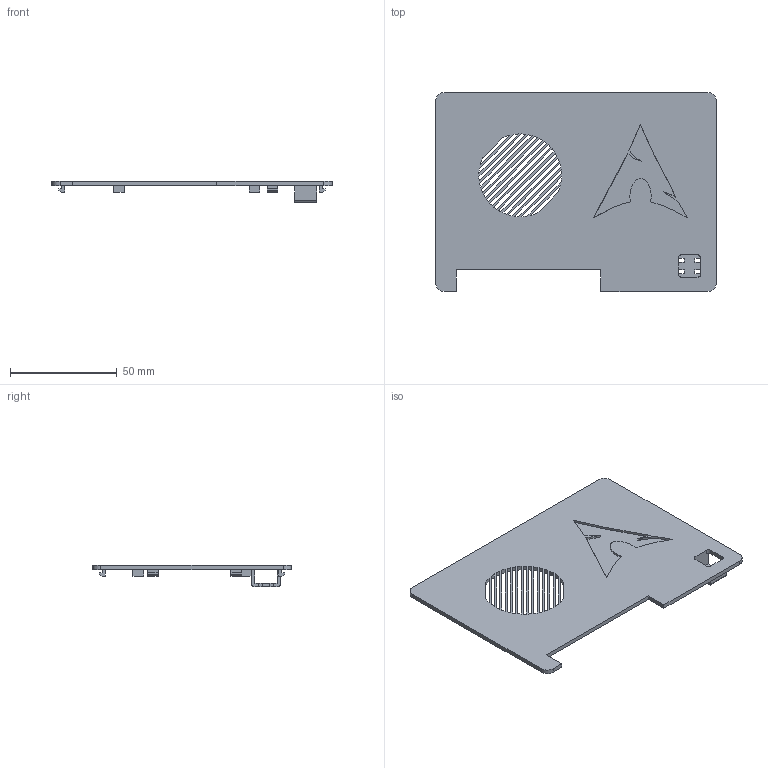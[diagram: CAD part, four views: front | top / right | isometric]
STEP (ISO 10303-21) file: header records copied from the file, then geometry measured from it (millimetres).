
FILE_DESCRIPTION(('FreeCAD Model'),'2;1');
FILE_NAME('Open CASCADE Shape Model','2025-03-21T16:28:19',(''),(''), 'Open CASCADE STEP processor 7.8','FreeCAD','Unknown');
FILE_SCHEMA(('AUTOMOTIVE_DESIGN { 1 0 10303 214 1 1 1 1 }'));
Length unit declared in the file: millimetre
Products named in the file (1): cup
Bounding box: 131.63 x 93.43 x 9.9 mm (x, y, z)
Volume: 21538.9 mm3; surface area: 25693.1 mm2
Topology: 1 solids, 1 shells, 204 faces, 592 edges, 396 vertices
Faces by surface type: plane 149, cylinder 40, extrusion 15
Entity records: 6827 total; most frequent: CARTESIAN_POINT 1322, ORIENTED_EDGE 1184, DIRECTION 1037, EDGE_CURVE 592, VECTOR 497, LINE 482, VERTEX_POINT 396, AXIS2_PLACEMENT_3D 270
